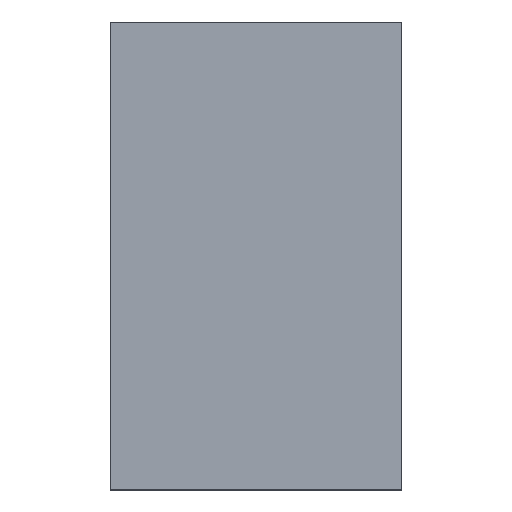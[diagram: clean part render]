
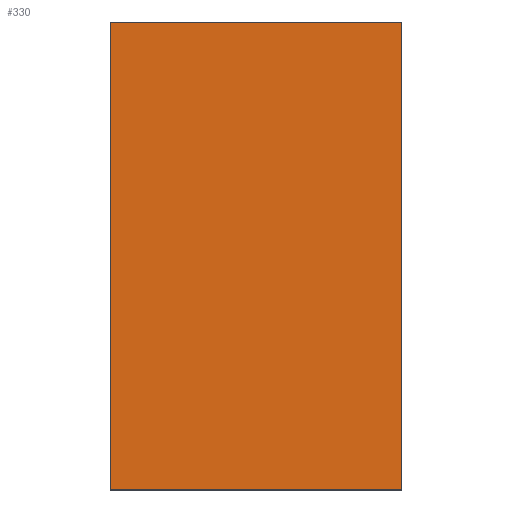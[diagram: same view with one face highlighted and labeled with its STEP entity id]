
A CAD part, top view. The second image highlights one B-rep face of the part: STEP entity #330.
In plain terms, the highlighted planar face has unit normal (0, 0, 1).
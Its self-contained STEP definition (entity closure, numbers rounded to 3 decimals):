
#23=VERTEX_POINT('',#24);
#24=CARTESIAN_POINT('',(8.71,1.65,7.9));
#27=ORIENTED_EDGE('',*,*,#28,.T.);
#28=EDGE_CURVE('',#23,#29,#31,.T.);
#29=VERTEX_POINT('',#30);
#30=CARTESIAN_POINT('',(-1.19,1.65,7.9));
#31=LINE('',#24,#32);
#32=VECTOR('',#33,1.);
#33=DIRECTION('',(-1.,0.,0.));
#44=DIRECTION('',(0.,-1.,0.));
#52=VERTEX_POINT('',#53);
#53=CARTESIAN_POINT('',(8.71,-14.25,7.9));
#55=ORIENTED_EDGE('',*,*,#56,.T.);
#56=EDGE_CURVE('',#52,#23,#57,.T.);
#57=LINE('',#53,#58);
#58=VECTOR('',#59,1.);
#59=DIRECTION('',(0.,1.,0.));
#90=ORIENTED_EDGE('',*,*,#91,.T.);
#91=EDGE_CURVE('',#29,#92,#94,.T.);
#92=VERTEX_POINT('',#93);
#93=CARTESIAN_POINT('',(-1.19,-14.25,7.9));
#94=LINE('',#30,#95);
#95=VECTOR('',#44,1.);
#124=DIRECTION('',(1.,0.,0.));
#159=VECTOR('',#124,1.);
#328=DIRECTION('',(0.,0.,-1.));
#329=DIRECTION('',(-1.,0.,0.));
#330=ADVANCED_FACE('',(#331),#336,.F.);
#331=FACE_BOUND('',#332,.T.);
#332=EDGE_LOOP('',(#90,#333,#55,#27));
#333=ORIENTED_EDGE('',*,*,#334,.T.);
#334=EDGE_CURVE('',#92,#52,#335,.T.);
#335=LINE('',#93,#159);
#336=PLANE('',#337);
#337=AXIS2_PLACEMENT_3D('',#30,#328,#329);
